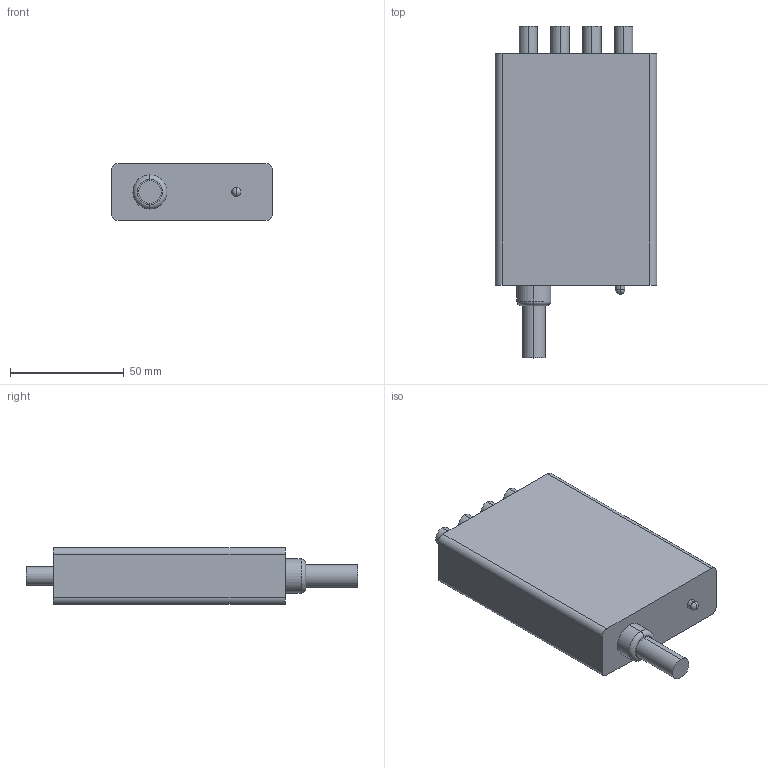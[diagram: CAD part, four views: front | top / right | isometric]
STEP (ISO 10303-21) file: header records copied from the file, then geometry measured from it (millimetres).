
FILE_DESCRIPTION (( 'STEP AP203' ), '1' );
FILE_NAME ('rtk翋极.STEP', '2023-03-15T09:36:58', ( 'PS' ), ( '' ), 'SwSTEP 2.0', 'SolidWorks 2018', '' );
FILE_SCHEMA (( 'CONFIG_CONTROL_DESIGN' ));
Length unit declared in the file: millimetre
Products named in the file (1): rtk翋极
Bounding box: 71 x 146 x 25 mm (x, y, z)
Volume: 186075.4 mm3; surface area: 24941.7 mm2
Topology: 1 solids, 1 shells, 34 faces, 76 edges, 49 vertices
Faces by surface type: cylinder 18, plane 12, torus 2, sphere 2
Entity records: 1011 total; most frequent: DIRECTION 184, CARTESIAN_POINT 154, ORIENTED_EDGE 144, AXIS2_PLACEMENT_3D 77, EDGE_CURVE 72, VERTEX_POINT 47, CIRCLE 42, EDGE_LOOP 41
